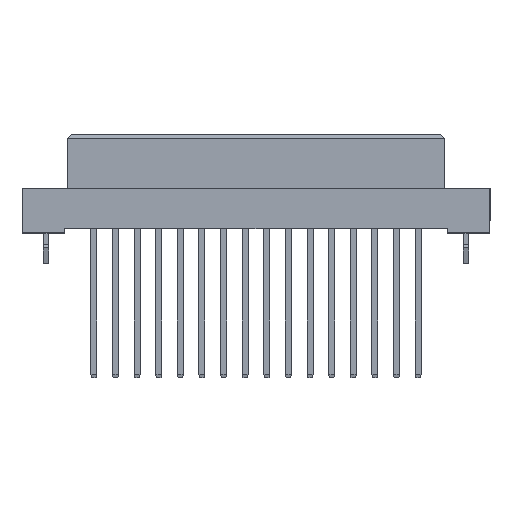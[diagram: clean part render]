
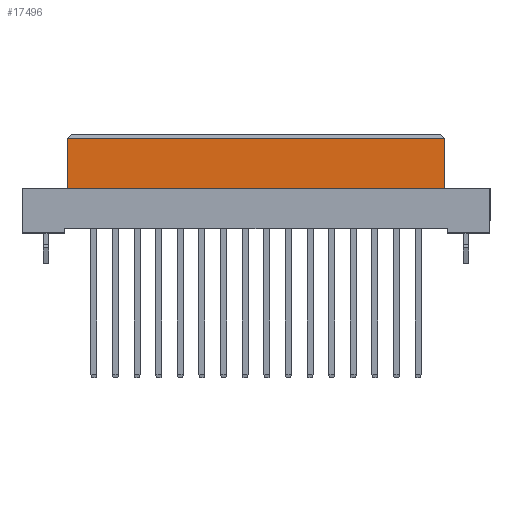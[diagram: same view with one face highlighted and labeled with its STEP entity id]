
A CAD part, top view. The second image highlights one B-rep face of the part: STEP entity #17496.
In plain terms, the highlighted planar face has unit normal (0, 0, 1).
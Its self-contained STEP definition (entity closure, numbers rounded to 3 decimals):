
#181 = VERTEX_POINT ( 'NONE', #2908 ) ;
#726 = DIRECTION ( 'NONE',  ( 0., 1., 0. ) ) ;
#1471 = CARTESIAN_POINT ( 'NONE',  ( 22.2, -6.4, 4.25 ) ) ;
#1562 = ORIENTED_EDGE ( 'NONE', *, *, #14751, .T. ) ;
#1944 = EDGE_LOOP ( 'NONE', ( #10939, #1562, #4665, #7102 ) ) ;
#2802 = AXIS2_PLACEMENT_3D ( 'NONE', #1471, #11283, #16836 ) ;
#2908 = CARTESIAN_POINT ( 'NONE',  ( -22.2, -6.4, 4.25 ) ) ;
#4024 = CARTESIAN_POINT ( 'NONE',  ( 22.2, -6.4, 4.25 ) ) ;
#4066 = CARTESIAN_POINT ( 'NONE',  ( -22.2, -6.4, 4.25 ) ) ;
#4665 = ORIENTED_EDGE ( 'NONE', *, *, #6303, .F. ) ;
#4705 = PLANE ( 'NONE',  #2802 ) ;
#4709 = CARTESIAN_POINT ( 'NONE',  ( -22.2, -0.5, 4.25 ) ) ;
#6303 = EDGE_CURVE ( 'NONE', #181, #14205, #19327, .T. ) ;
#7102 = ORIENTED_EDGE ( 'NONE', *, *, #15595, .T. ) ;
#7542 = CARTESIAN_POINT ( 'NONE',  ( -22.2, -0.5, 4.25 ) ) ;
#8783 = DIRECTION ( 'NONE',  ( -1., 0., 0. ) ) ;
#9065 = VERTEX_POINT ( 'NONE', #16410 ) ;
#9938 = FACE_OUTER_BOUND ( 'NONE', #1944, .T. ) ;
#10599 = DIRECTION ( 'NONE',  ( 1., 0., 0. ) ) ;
#10939 = ORIENTED_EDGE ( 'NONE', *, *, #17109, .T. ) ;
#11283 = DIRECTION ( 'NONE',  ( 0., 0., 1. ) ) ;
#11587 = LINE ( 'NONE', #13374, #11596 ) ;
#11596 = VECTOR ( 'NONE', #11809, 1000. ) ;
#11809 = DIRECTION ( 'NONE',  ( 0., 1., 0. ) ) ;
#11837 = VERTEX_POINT ( 'NONE', #16525 ) ;
#12663 = VECTOR ( 'NONE', #10599, 1000. ) ;
#13374 = CARTESIAN_POINT ( 'NONE',  ( 22.2, -6.4, 4.25 ) ) ;
#14205 = VERTEX_POINT ( 'NONE', #4709 ) ;
#14751 = EDGE_CURVE ( 'NONE', #9065, #14205, #15765, .T. ) ;
#15595 = EDGE_CURVE ( 'NONE', #181, #11837, #17527, .T. ) ;
#15765 = LINE ( 'NONE', #7542, #19481 ) ;
#16410 = CARTESIAN_POINT ( 'NONE',  ( 22.2, -0.5, 4.25 ) ) ;
#16525 = CARTESIAN_POINT ( 'NONE',  ( 22.2, -6.4, 4.25 ) ) ;
#16836 = DIRECTION ( 'NONE',  ( 1., 0., 0. ) ) ;
#17109 = EDGE_CURVE ( 'NONE', #11837, #9065, #11587, .T. ) ;
#17496 = ADVANCED_FACE ( 'NONE', ( #9938 ), #4705, .T. ) ;
#17527 = LINE ( 'NONE', #4024, #12663 ) ;
#19327 = LINE ( 'NONE', #4066, #19385 ) ;
#19385 = VECTOR ( 'NONE', #726, 1000. ) ;
#19481 = VECTOR ( 'NONE', #8783, 1000. ) ;
